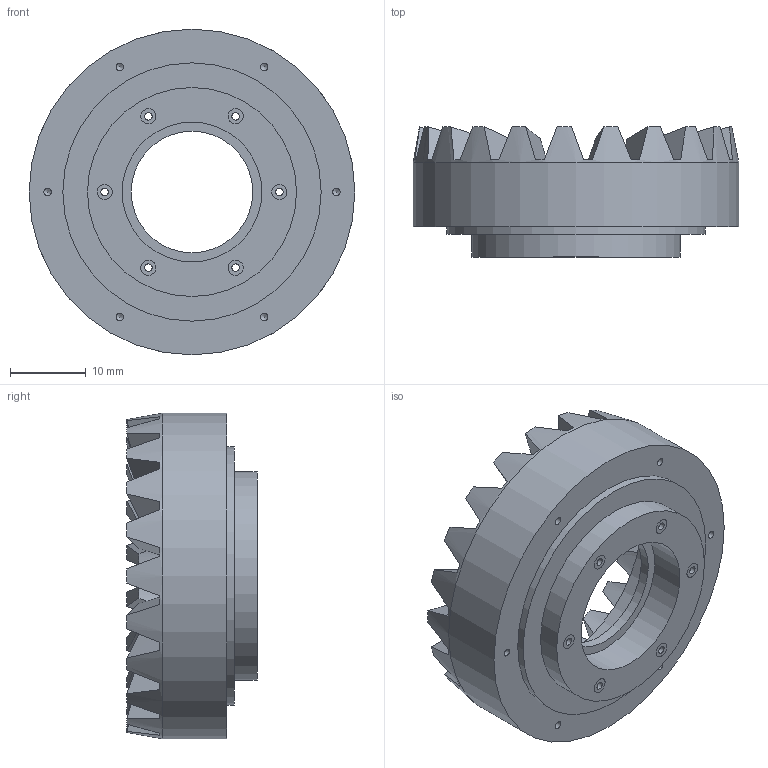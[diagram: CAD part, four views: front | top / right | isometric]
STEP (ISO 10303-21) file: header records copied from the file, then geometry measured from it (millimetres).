
FILE_DESCRIPTION(('STEP AP214'),'1');
FILE_NAME('PCT12108P104 - Stock.stp','2017-05-04T12:28:48',(' '),(' '),'Spatial InterOp 3D',' ',' ');
FILE_SCHEMA(('AUTOMOTIVE_DESIGN { 1 0 10303 214 1 1 1 1 }'));
Length unit declared in the file: millimetre
Products named in the file (32): PCT12108P104 - Stock
Assembly tree (31 placements, depth 2):
  (unnamed)
    PCT12108P104 - Stock
    PCT12108P104 - Stock
    PCT12108P104 - Stock
    PCT12108P104 - Stock
    PCT12108P104 - Stock
    PCT12108P104 - Stock
    PCT12108P104 - Stock
    PCT12108P104 - Stock
    PCT12108P104 - Stock
    PCT12108P104 - Stock
    PCT12108P104 - Stock
    PCT12108P104 - Stock
    PCT12108P104 - Stock
    PCT12108P104 - Stock
    PCT12108P104 - Stock
    PCT12108P104 - Stock
    PCT12108P104 - Stock
    PCT12108P104 - Stock
    PCT12108P104 - Stock
    PCT12108P104 - Stock
    PCT12108P104 - Stock
    PCT12108P104 - Stock
    PCT12108P104 - Stock
    PCT12108P104 - Stock
    PCT12108P104 - Stock
    PCT12108P104 - Stock
    PCT12108P104 - Stock
    PCT12108P104 - Stock
    PCT12108P104 - Stock
    PCT12108P104 - Stock
    PCT12108P104 - Stock
Bounding box: 42.87 x 17.15 x 42.87 mm (x, y, z)
Volume: 10955.5 mm3; surface area: 6767.9 mm2
Topology: 1 solids, 31 shells, 146 faces, 465 edges, 355 vertices
Faces by surface type: cylinder 84, cone 29, offset 21, plane 12
Full cylindrical faces by diameter (mm): 1 x12, 16 x1, 18.4 x1, 27.5 x1, 28 x1, 34 x1, 42.868 x1
Entity records: 9476 total; most frequent: CARTESIAN_POINT 4353, ORIENTED_EDGE 702, DIRECTION 472, EDGE_CURVE 411, VERTEX_POINT 333, B_SPLINE_CURVE_WITH_KNOTS 332, AXIS2_PLACEMENT_3D 236, EDGE_LOOP 196
